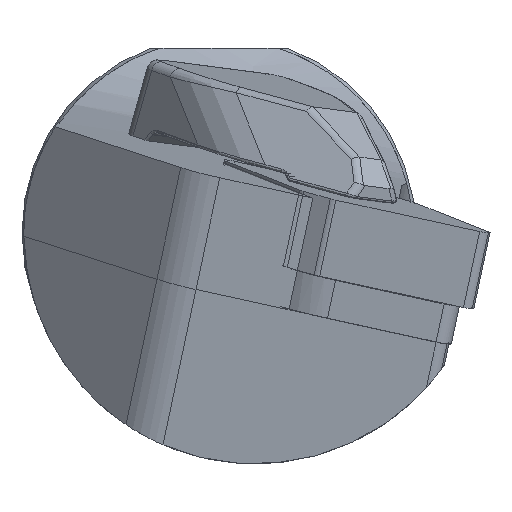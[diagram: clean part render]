
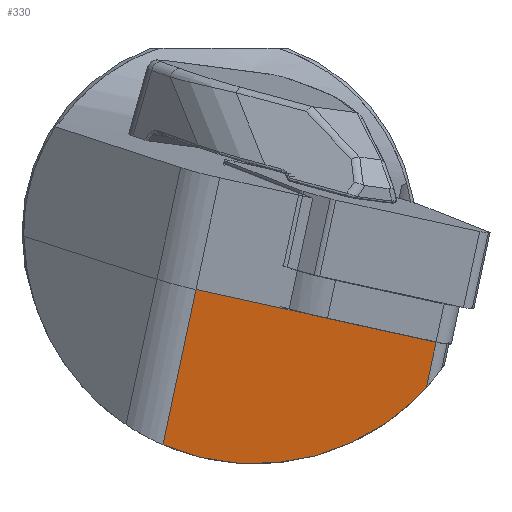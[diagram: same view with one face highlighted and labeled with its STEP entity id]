
A CAD part, left-side view. The second image highlights one B-rep face of the part: STEP entity #330.
In plain terms, the highlighted planar face has unit normal (-0.993, 0.072, -0.091).
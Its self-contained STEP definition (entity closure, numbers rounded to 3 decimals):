
#229=ELLIPSE('',#2073,18.878,18.75);
#330=ADVANCED_FACE('',(#486),#432,.F.);
#432=PLANE('',#2110);
#486=FACE_OUTER_BOUND('',#601,.T.);
#601=EDGE_LOOP('',(#902,#903,#904,#905,#906,#907));
#902=ORIENTED_EDGE('',*,*,#1602,.T.);
#903=ORIENTED_EDGE('',*,*,#1519,.T.);
#904=ORIENTED_EDGE('',*,*,#1537,.T.);
#905=ORIENTED_EDGE('',*,*,#1600,.T.);
#906=ORIENTED_EDGE('',*,*,#1534,.T.);
#907=ORIENTED_EDGE('',*,*,#1603,.F.);
#1341=VERTEX_POINT('',#2867);
#1342=VERTEX_POINT('',#2869);
#1356=VERTEX_POINT('',#2939);
#1357=VERTEX_POINT('',#2941);
#1359=VERTEX_POINT('',#2950);
#1401=VERTEX_POINT('',#3475);
#1519=EDGE_CURVE('',#1341,#1342,#1801,.T.);
#1534=EDGE_CURVE('',#1357,#1356,#229,.T.);
#1537=EDGE_CURVE('',#1342,#1359,#1808,.T.);
#1600=EDGE_CURVE('',#1359,#1357,#1824,.T.);
#1602=EDGE_CURVE('',#1401,#1341,#1826,.T.);
#1603=EDGE_CURVE('',#1401,#1356,#1827,.T.);
#1801=LINE('',#2870,#1933);
#1808=LINE('',#2949,#1940);
#1824=LINE('',#3471,#1956);
#1826=LINE('',#3474,#1958);
#1827=LINE('',#3476,#1959);
#1933=VECTOR('',#2294,1.);
#1940=VECTOR('',#2321,1.);
#1956=VECTOR('',#2403,1.);
#1958=VECTOR('',#2407,1.);
#1959=VECTOR('',#2408,1.);
#2073=AXIS2_PLACEMENT_3D('',#2940,#2315,#2316);
#2110=AXIS2_PLACEMENT_3D('',#3477,#2409,#2410);
#2294=DIRECTION('',(0.051,0.976,0.213));
#2315=DIRECTION('',(-0.993,0.072,-0.091));
#2316=DIRECTION('',(-0.116,-0.615,0.78));
#2321=DIRECTION('',(0.051,0.976,0.213));
#2403=DIRECTION('',(0.105,0.207,-0.973));
#2407=DIRECTION('',(0.051,0.976,0.213));
#2408=DIRECTION('',(0.105,0.207,-0.973));
#2409=DIRECTION('',(0.993,-0.072,0.091));
#2410=DIRECTION('',(0.092,0.,-0.996));
#2867=CARTESIAN_POINT('',(2.274,-7.327,-6.597));
#2869=CARTESIAN_POINT('',(2.36,-5.68,-6.238));
#2870=CARTESIAN_POINT('',(2.756,1.871,-4.59));
#2939=CARTESIAN_POINT('',(2.132,-16.836,-12.543));
#2940=CARTESIAN_POINT('',(1.988,-2.9,0.));
#2941=CARTESIAN_POINT('',(4.111,4.552,-17.205));
#2949=CARTESIAN_POINT('',(2.756,1.871,-4.59));
#2950=CARTESIAN_POINT('',(2.756,1.871,-4.59));
#3471=CARTESIAN_POINT('',(-40.795,-84.279,400.713));
#3474=CARTESIAN_POINT('',(2.756,1.871,-4.59));
#3475=CARTESIAN_POINT('',(1.734,-17.623,-8.844));
#3476=CARTESIAN_POINT('',(-41.817,-103.773,396.46));
#3477=CARTESIAN_POINT('',(-40.795,-84.279,400.713));
